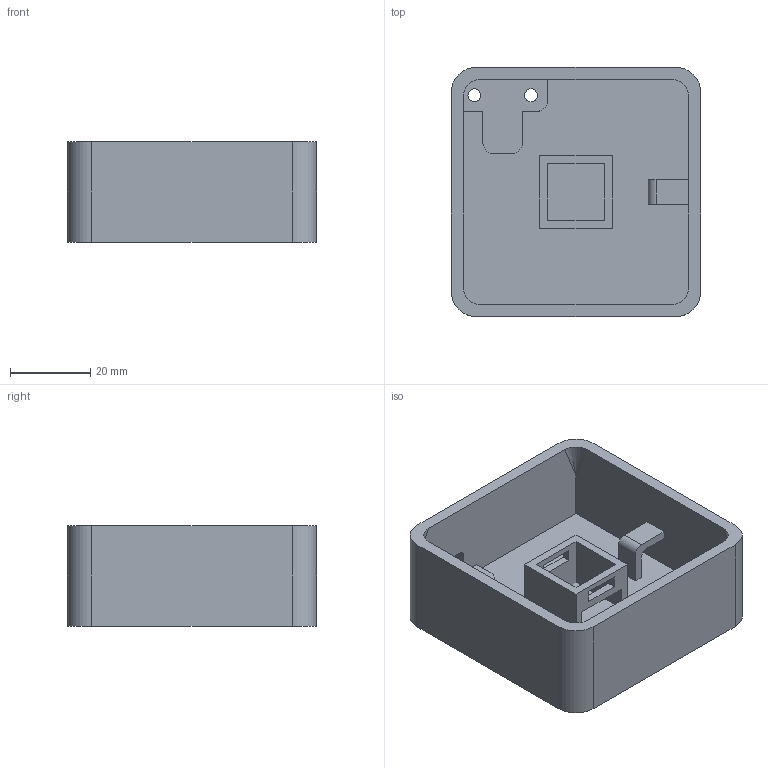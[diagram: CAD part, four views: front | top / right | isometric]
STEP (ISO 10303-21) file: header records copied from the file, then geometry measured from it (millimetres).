
FILE_DESCRIPTION(/* description */ (''),/* implementation_level */ '2;1');
FILE_NAME(/* name */ 'macrokey_base.step',/* time_stamp */ '2022-11-10T21:12:47+01:00',/* author */ (''),/* organization */ (''),/* preprocessor_version */ 'ST-DEVELOPER v19.2',/* originating_system */ 'Autodesk Translation Framework v11.17.0.187',/* authorisation */ '');
FILE_SCHEMA (('AUTOMOTIVE_DESIGN { 1 0 10303 214 3 1 1 }'));
Length unit declared in the file: millimetre
Products named in the file (1): dsa big base
Bounding box: 62 x 62 x 25 mm (x, y, z)
Volume: 29670.1 mm3; surface area: 21055.1 mm2
Topology: 2 solids, 2 shells, 81 faces, 221 edges, 144 vertices
Faces by surface type: plane 56, cylinder 21, bspline 4
Full cylindrical faces by diameter (mm): 3.2 x2, 6.3 x2, 9 x3
Entity records: 2621 total; most frequent: CARTESIAN_POINT 479, ORIENTED_EDGE 434, DIRECTION 421, EDGE_CURVE 217, LINE 169, VECTOR 169, VERTEX_POINT 144, AXIS2_PLACEMENT_3D 126
